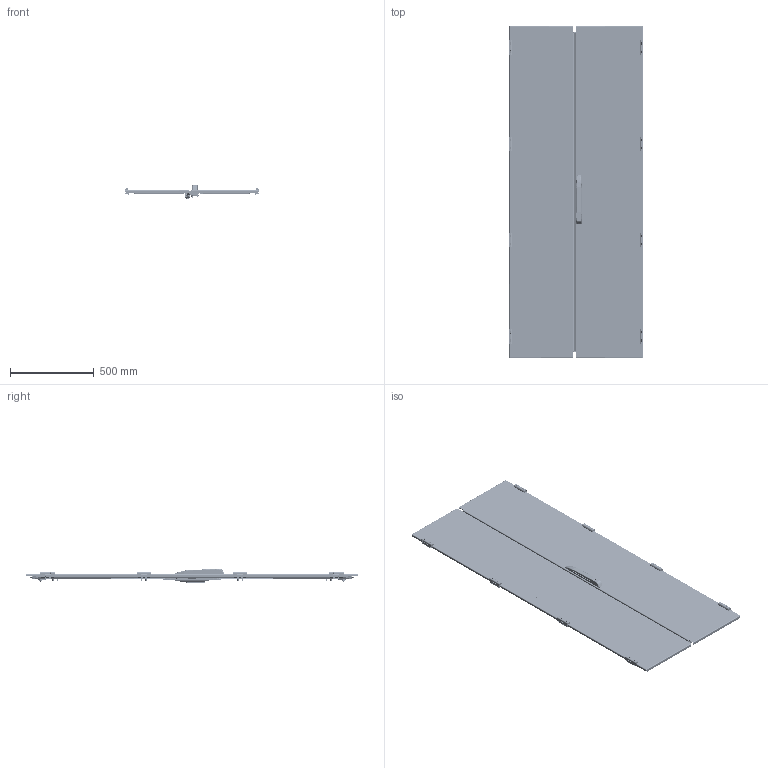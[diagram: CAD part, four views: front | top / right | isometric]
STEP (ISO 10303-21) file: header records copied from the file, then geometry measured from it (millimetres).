
FILE_DESCRIPTION (( 'STEP AP203' ), '1' );
FILE_NAME ('UR88305208000 Äâåðü ãëóõàÿ äâóõñòâîð÷àòàÿ RS52 200.80 ÍÏ (000.801.660).STEP', '2022-04-11T12:36:05', ( '' ), ( '' ), 'SwSTEP 2.0', 'SolidWorks 2017', '' );
FILE_SCHEMA (( 'CONFIG_CONTROL_DESIGN' ));
Length unit declared in the file: millimetre
Products named in the file (58): 040-228 Ñêîáà; 000.210.624 Îñíîâàíèå äâåðè ïðàâîé RS52 200.00 ÍÏ Ò_00 (200.80); Øïèëüêà ïðèâàðíàÿ íåðåçüáîâàÿ_6å10; 024-344 Ïëàñòèíà òÿãè êðóãëîé; 蹴濋趌5915_M6; ﾘ琺矜 ⅰⅱ浯 Star-lock_6; Øàéáà 6402 Ò_Œ6; 048-07 Ïðóæèíà ïåòëè íàðóæíîé çàæèìíàÿ; Ãàéêà øåñòèãðàííàÿ âûñîêàÿ ñàìîñòîïîðÿùàÿñÿ ñ ôëàíöåì ÃÎÑÒ ISO 7043_Œ6; 000.800.086 Ïëàíêà çàïîðíàÿ LC3_03 (200.00); 029-325 ﾊ煇鳫; Âèíò ISO 7380-2 TX_Œ5å16; Âèíò DIN 7984 TORX_Œ5å10; 024-453 砑僔蠂縺; 037-53 Âíóòðåííÿÿ ÷àñòü ïåòëè íàðóæíîé; 028-98 Ñêîáà; 054-138 砐櫇謥玁縺 40_00; 012-2108 Ïàíåëü äâåðè ëåâîé RS52 200.00 ÍÏ Ò_00 (200.80); 028-135 Ñêîáà; Óïëîòíèòåëü òèï EVA 3õ10 ÷åðíûé  äâåðè ëåâîé RS52; 000.210.625 Îñíîâàíèå äâåðè ëåâîé RS52 200.00 ÍÏ Ò_00 (200.80); Øïèëüêà ðåçüáîâàÿ Ì6_Œ6å12; Øïèëüêà çàçåìëåíèÿ CKF CS_Œ6å16; 000.800.075 Ïåòëÿ íàðóæíàÿ LC3_‡ ªàëâ®; UR88305208000 Äâåðü ãëóõàÿ äâóõñòâîð÷àòàÿ RS52 200.80 ÍÏ (000.801.660); 鍔錓_7798_M6x12; Âèíò ISO 10642 TX_Œ5å16; Çàìîê-ðó÷êà êîìôîðòíàÿ_‡ ªàëâ® 01; 025-244 Ïëàíêà çàïîðíàÿ LC3_03 (200.00); 037-54 Âíåøíÿÿ ÷àñòü ïåòëè íàðóæíîé; 040-162 ßçûê çàìêà; 024-315 Ïëàñòèíà òÿãè êðóãëîé; 219-1-2-00 Çàìîê-ðó÷êà ñ ìåõàíèçìîì; 000.800.088 Òÿãà êðóãëàÿ LC3_04 (200.00); 061-20 Âñòàâêà Ì6; hex flange nut_din_Hexagon Flange Nut DIN 6923 - M8 - N; 025-245 Ïëàíêà çàïîðíàÿ LC3_03 (200.00); 000.203.329 Äâåðü ãëóõàÿ ëåâàÿ RS52 200.00 ÍÏ Òðàíñíåôòü_00 (200.80); 嵑殧趌6402_6; Âèíò DIN 7500 C TORX_Œ5å12 ...
Assembly tree (206 placements, depth 4):
  UR88305208000 Äâåðü ãëóõàÿ äâóõñòâîð÷àòàÿ RS52 200.80 ÍÏ (000.801.660)
    000.203.328 Äâåðü ãëóõàÿ ïðàâàÿ RS52 200.00 ÍÏ òðàíñíåôòü_00 (200.80)
      000.210.624 Îñíîâàíèå äâåðè ïðàâîé RS52 200.00 ÍÏ Ò_00 (200.80)
        012-2107 Ïàíåëü äâåðè ïðàâîé RS52 200.00 ÍÏ Ò_00 (200.80)
        Øïèëüêà çàçåìëåíèÿ CKF CS_Œ6å16  x2
        Øïèëüêà ðåçüáîâàÿ Ì6_Œ5å12  x12
        Øïèëüêà ðåçüáîâàÿ Ì6_Œ6å12  x6
      Çàìîê-ðó÷êà êîìôîðòíàÿ_‡ ªàëâ® 01
      Âèíò ISO 10642 TX_Œ5å10  x2
      040-172 Ïëàíêà çàïîðíàÿ_00
      000.800.086 Ïëàíêà çàïîðíàÿ LC3_03 (200.00)
        025-244 Ïëàíêà çàïîðíàÿ LC3_03 (200.00)
        028-98 Ñêîáà  x2
      000.800.087 Ïëàíêà çàïîðíàÿ LC3_03 (200.00)
        025-245 Ïëàíêà çàïîðíàÿ LC3_03 (200.00)
        028-98 Ñêîáà  x2
      Øàéáà 6402 Ò_Œ6  x6
      Ãàéêà øåñòèãðàííàÿ âûñîêàÿ ñàìîñòîïîðÿùàÿñÿ ñ ôëàíöåì ÃÎÑÒ ISO 7043_Œ6  x6
      Óïëîòíèòåëü ÏÏÓ äëÿ äâåðè ïðàâîé LC3 âåð. 2_12 (200å40)
      054-97 Ñòîéêà ðàìû äâåðè èçì 3_00  x2
      054-138 砐櫇謥玁縺 40_00  x2
      Ãàéêà Ýðèêñîíà Ì5 ñ ïëîñêîé ãîëîâêîé  x12
    000.203.329 Äâåðü ãëóõàÿ ëåâàÿ RS52 200.00 ÍÏ Òðàíñíåôòü_00 (200.80)
      000.210.625 Îñíîâàíèå äâåðè ëåâîé RS52 200.00 ÍÏ Ò_00 (200.80)
        012-2108 Ïàíåëü äâåðè ëåâîé RS52 200.00 ÍÏ Ò_00 (200.80)
        Øïèëüêà ðåçüáîâàÿ Ì6_Œ5å12  x12
        Øïèëüêà çàçåìëåíèÿ CKF CS_Œ6å16  x2
        Øïèëüêà ðåçüáîâàÿ Ì6_Œ6å20  x2
        029-325 ﾊ煇鳫  x2
      029-326 ﾊ煇鳫
      Çàêëåïêà ðåçüáîâàÿ óìåíüøåííûé áîðòèê øåñòèãðàííàÿ_Œ5å14  x10
      Âèíò ISO 7380-2 TX_Œ5å16  x2
      219-1-2-00 Çàìîê-ðó÷êà ñ ìåõàíèçìîì
      040-162 ßçûê çàìêà
      040-162-01 ßçûê çàìêà
      061-20 Âñòàâêà Ì6  x2
      嵑殧趌11371_6  x2
      嵑殧趌6402_6  x2
      蹴濋趌5915_M6  x2
      000.800.088 Òÿãà êðóãëàÿ LC3_04 (200.00)  x2
        040-190 Òÿãà êðóãëàÿ LC3_04 (200.00)
        024-315 Ïëàñòèíà òÿãè êðóãëîé
        024-344 Ïëàñòèíà òÿãè êðóãëîé
        Øïèëüêà ïðèâàðíàÿ íåðåçüáîâàÿ_6å10
      鍔錓_7798_M6x12  x2
      hex flange nut_din_Hexagon Flange Nut DIN 6923 - M8 - N  x2
      ﾘ琺矜 ⅰⅱ浯 Star-lock_6  x2
      Óïëîòíèòåëü ÏÏÓ äâåðè ëåâîé RS52_12 (200å40)
      028-135 Ñêîáà  x4
      Âèíò ISO 10642 TX_Œ5å16  x8
      Óïëîòíèòåëü òèï EVA 3õ10 ÷åðíûé  äâåðè ëåâîé RS52  x2
      054-97 Ñòîéêà ðàìû äâåðè èçì 3_00  x2
      Ãàéêà Ýðèêñîíà Ì5 ñ ïëîñêîé ãîëîâêîé  x12
      054-138 砐櫇謥玁縺 40_00  x2
    000.169.194 Óïîð äâåðè  x2
      024-453 砑僔蠂縺
      040-228 Ñêîáà
    Âèíò DIN 7500 C TORX_Œ5å12  x4
    Âèíò ISO 10642 TX_Œ5å16  x16
    000.800.075 Ïåòëÿ íàðóæíàÿ LC3_‡ ªàëâ®  x8
Bounding box: 805.8 x 1984 x 82.58 mm (x, y, z)
Volume: 5643754.3 mm3; surface area: 5401303.4 mm2
Topology: 243 solids, 243 shells, 9428 faces, 24145 edges, 15045 vertices
Faces by surface type: cylinder 4043, plane 3576, cone 928, torus 438, bspline 433, sphere 10
Entity records: 83410 total; most frequent: CARTESIAN_POINT 18616, DIRECTION 11721, ORIENTED_EDGE 11042, EDGE_CURVE 5521, AXIS2_PLACEMENT_3D 4359, VERTEX_POINT 3500, LINE 3003, VECTOR 3003
